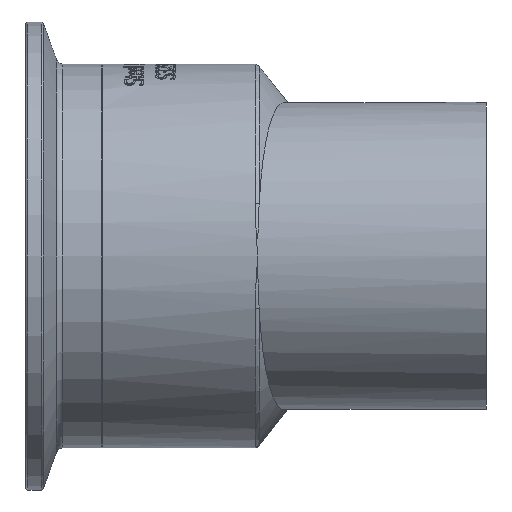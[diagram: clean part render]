
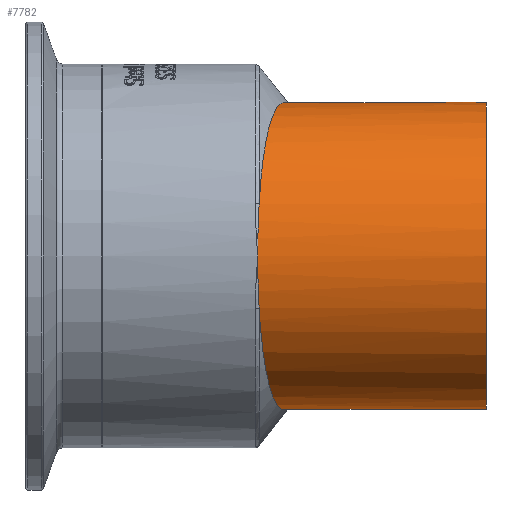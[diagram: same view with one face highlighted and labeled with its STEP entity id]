
A CAD part, front view. The second image highlights one B-rep face of the part: STEP entity #7782.
In plain terms, the highlighted cylindrical face has radius 25.4 mm (diameter 50.8 mm), a full revolution.
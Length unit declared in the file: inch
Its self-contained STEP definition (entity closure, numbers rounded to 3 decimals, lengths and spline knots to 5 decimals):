
#123=FACE_BOUND('',#1419,.T.);
#932=FACE_OUTER_BOUND('',#1418,.T.);
#1418=EDGE_LOOP('',(#7229));
#1419=EDGE_LOOP('',(#7230,#7231,#7232,#7233));
#1866=B_SPLINE_CURVE_WITH_KNOTS('',3,(#17540,#17541,#17542,#17543,#17544,
#17545,#17546),.UNSPECIFIED.,.F.,.F.,(4,3,4),(6.88622,7.7399,
7.74372),.UNSPECIFIED.);
#1867=B_SPLINE_CURVE_WITH_KNOTS('',3,(#17571,#17572,#17573,#17574,#17575,
#17576,#17577),.UNSPECIFIED.,.F.,.F.,(4,3,4),(7.74372,7.74753,
8.60121),.UNSPECIFIED.);
#1868=B_SPLINE_CURVE_WITH_KNOTS('',3,(#17580,#17581,#17582,#17583,#17584,
#17585,#17586,#17587,#17588,#17589,#17590,#17591,#17592,#17593,#17594,#17595,
#17596,#17597,#17598,#17599,#17600,#17601,#17602,#17603,#17604,#17605,#17606,
#17607,#17608,#17609,#17610,#17611),.UNSPECIFIED.,.F.,.F.,(4,2,2,2,2,2,
2,2,2,2,2,2,2,2,2,4),(8.60121,8.93094,9.52455,
10.11816,10.6547,11.19124,11.72778,12.26432,
12.70438,13.14443,13.58449,14.02455,14.39027,
14.75599,15.12171,15.48743),.UNSPECIFIED.);
#1869=B_SPLINE_CURVE_WITH_KNOTS('',3,(#17612,#17613,#17614,#17615,#17616,
#17617,#17618,#17619,#17620,#17621,#17622,#17623,#17624,#17625,#17626,#17627,
#17628,#17629,#17630,#17631,#17632,#17633,#17634,#17635,#17636,#17637,#17638,
#17639,#17640,#17641,#17642,#17643),.UNSPECIFIED.,.F.,.F.,(4,2,2,2,2,2,
2,2,2,2,2,2,2,2,2,4),(0.,0.36572,0.73144,1.09716,
1.46288,1.90294,2.343,2.78306,3.22311,
3.75965,4.2962,4.83274,5.36928,5.96289,
6.5565,6.88622),.UNSPECIFIED.);
#2040=CIRCLE('',#8208,1.);
#3772=VERTEX_POINT('',#17253);
#3797=VERTEX_POINT('',#17511);
#3798=VERTEX_POINT('',#17513);
#3799=VERTEX_POINT('',#17579);
#3801=VERTEX_POINT('',#17648);
#4944=EDGE_CURVE('',#3797,#3772,#1866,.T.);
#4945=EDGE_CURVE('',#3772,#3798,#1867,.T.);
#4946=EDGE_CURVE('',#3798,#3799,#1868,.T.);
#4947=EDGE_CURVE('',#3799,#3797,#1869,.T.);
#4949=EDGE_CURVE('',#3801,#3801,#2040,.T.);
#7229=ORIENTED_EDGE('',*,*,#4949,.T.);
#7230=ORIENTED_EDGE('',*,*,#4947,.F.);
#7231=ORIENTED_EDGE('',*,*,#4946,.F.);
#7232=ORIENTED_EDGE('',*,*,#4945,.F.);
#7233=ORIENTED_EDGE('',*,*,#4944,.F.);
#7284=CYLINDRICAL_SURFACE('',#8207,1.);
#7782=ADVANCED_FACE('',(#932,#123),#7284,.T.);
#8207=AXIS2_PLACEMENT_3D('',#17647,#9545,#9546);
#8208=AXIS2_PLACEMENT_3D('',#17649,#9547,#9548);
#9545=DIRECTION('center_axis',(-1.,0.,0.));
#9546=DIRECTION('ref_axis',(0.,-1.,0.));
#9547=DIRECTION('center_axis',(-1.,0.,0.));
#9548=DIRECTION('ref_axis',(0.,-1.,0.));
#17253=CARTESIAN_POINT('',(1.011,-1.25,0.));
#17511=CARTESIAN_POINT('',(1.02031,-1.1908,-0.33898));
#17513=CARTESIAN_POINT('',(1.02031,-1.1908,0.33898));
#17540=CARTESIAN_POINT('Ctrl Pts',(1.02031,-1.1908,-0.33898));
#17541=CARTESIAN_POINT('Ctrl Pts',(1.01425,-1.22913,-0.23258));
#17542=CARTESIAN_POINT('Ctrl Pts',(1.01101,-1.24995,-0.11675));
#17543=CARTESIAN_POINT('Ctrl Pts',(1.011,-1.25,-0.00154));
#17544=CARTESIAN_POINT('Ctrl Pts',(1.011,-1.25,-0.00103));
#17545=CARTESIAN_POINT('Ctrl Pts',(1.011,-1.25,-0.00051));
#17546=CARTESIAN_POINT('Ctrl Pts',(1.011,-1.25,0.));
#17571=CARTESIAN_POINT('Ctrl Pts',(1.011,-1.25,0.));
#17572=CARTESIAN_POINT('Ctrl Pts',(1.011,-1.25,0.00051));
#17573=CARTESIAN_POINT('Ctrl Pts',(1.011,-1.25,0.00103));
#17574=CARTESIAN_POINT('Ctrl Pts',(1.011,-1.25,0.00154));
#17575=CARTESIAN_POINT('Ctrl Pts',(1.011,-1.25,0.11677));
#17576=CARTESIAN_POINT('Ctrl Pts',(1.01425,-1.22913,0.23258));
#17577=CARTESIAN_POINT('Ctrl Pts',(1.02031,-1.1908,0.33898));
#17579=CARTESIAN_POINT('',(1.4022,0.75,0.));
#17580=CARTESIAN_POINT('Ctrl Pts',(1.02031,-1.1908,0.33898));
#17581=CARTESIAN_POINT('Ctrl Pts',(1.02272,-1.17556,0.38127));
#17582=CARTESIAN_POINT('Ctrl Pts',(1.02559,-1.15742,0.42263));
#17583=CARTESIAN_POINT('Ctrl Pts',(1.03488,-1.09913,0.53435));
#17584=CARTESIAN_POINT('Ctrl Pts',(1.04232,-1.05282,0.60158));
#17585=CARTESIAN_POINT('Ctrl Pts',(1.05962,-0.94677,
0.72176));
#17586=CARTESIAN_POINT('Ctrl Pts',(1.06949,-0.88703,
0.7747));
#17587=CARTESIAN_POINT('Ctrl Pts',(1.08975,-0.7667,
0.859));
#17588=CARTESIAN_POINT('Ctrl Pts',(1.10051,-0.70368,
0.89411));
#17589=CARTESIAN_POINT('Ctrl Pts',(1.12385,-0.56999,
0.95019));
#17590=CARTESIAN_POINT('Ctrl Pts',(1.13642,-0.49931,
0.97118));
#17591=CARTESIAN_POINT('Ctrl Pts',(1.16266,-0.35537,
0.99712));
#17592=CARTESIAN_POINT('Ctrl Pts',(1.17636,-0.28197,
1.00209));
#17593=CARTESIAN_POINT('Ctrl Pts',(1.20399,-0.13774,0.9963));
#17594=CARTESIAN_POINT('Ctrl Pts',(1.21793,-0.06691,
0.98552));
#17595=CARTESIAN_POINT('Ctrl Pts',(1.24253,0.05488,
0.95408));
#17596=CARTESIAN_POINT('Ctrl Pts',(1.25404,0.1106,0.93463));
#17597=CARTESIAN_POINT('Ctrl Pts',(1.27704,0.21932,0.88505));
#17598=CARTESIAN_POINT('Ctrl Pts',(1.28853,0.27233,0.8549));
#17599=CARTESIAN_POINT('Ctrl Pts',(1.31065,0.37197,0.7854));
#17600=CARTESIAN_POINT('Ctrl Pts',(1.32128,0.41866,0.74598));
#17601=CARTESIAN_POINT('Ctrl Pts',(1.34092,0.50307,0.66067));
#17602=CARTESIAN_POINT('Ctrl Pts',(1.34991,0.54078,0.61476));
#17603=CARTESIAN_POINT('Ctrl Pts',(1.36433,0.60025,0.52852));
#17604=CARTESIAN_POINT('Ctrl Pts',(1.37057,0.62556,0.48575));
#17605=CARTESIAN_POINT('Ctrl Pts',(1.38168,0.67005,0.39504));
#17606=CARTESIAN_POINT('Ctrl Pts',(1.38655,0.68924,0.34711));
#17607=CARTESIAN_POINT('Ctrl Pts',(1.3944,0.71993,0.24876));
#17608=CARTESIAN_POINT('Ctrl Pts',(1.39738,0.73145,0.1983));
#17609=CARTESIAN_POINT('Ctrl Pts',(1.40128,0.74649,0.09792));
#17610=CARTESIAN_POINT('Ctrl Pts',(1.4022,0.75,0.04799));
#17611=CARTESIAN_POINT('Ctrl Pts',(1.4022,0.75,0.));
#17612=CARTESIAN_POINT('Ctrl Pts',(1.4022,0.75,0.));
#17613=CARTESIAN_POINT('Ctrl Pts',(1.4022,0.75,-0.04799));
#17614=CARTESIAN_POINT('Ctrl Pts',(1.40128,0.74649,-0.09792));
#17615=CARTESIAN_POINT('Ctrl Pts',(1.39738,0.73145,-0.1983));
#17616=CARTESIAN_POINT('Ctrl Pts',(1.3944,0.71993,-0.24876));
#17617=CARTESIAN_POINT('Ctrl Pts',(1.38655,0.68924,-0.34711));
#17618=CARTESIAN_POINT('Ctrl Pts',(1.38168,0.67005,-0.39504));
#17619=CARTESIAN_POINT('Ctrl Pts',(1.37057,0.62556,-0.48575));
#17620=CARTESIAN_POINT('Ctrl Pts',(1.36433,0.60025,-0.52852));
#17621=CARTESIAN_POINT('Ctrl Pts',(1.34991,0.54078,-0.61476));
#17622=CARTESIAN_POINT('Ctrl Pts',(1.34092,0.50307,-0.66067));
#17623=CARTESIAN_POINT('Ctrl Pts',(1.32128,0.41866,-0.74598));
#17624=CARTESIAN_POINT('Ctrl Pts',(1.31065,0.37197,-0.7854));
#17625=CARTESIAN_POINT('Ctrl Pts',(1.28853,0.27233,-0.8549));
#17626=CARTESIAN_POINT('Ctrl Pts',(1.27704,0.21932,-0.88505));
#17627=CARTESIAN_POINT('Ctrl Pts',(1.25404,0.1106,-0.93463));
#17628=CARTESIAN_POINT('Ctrl Pts',(1.24253,0.05488,-0.95408));
#17629=CARTESIAN_POINT('Ctrl Pts',(1.21793,-0.06691,
-0.98552));
#17630=CARTESIAN_POINT('Ctrl Pts',(1.20399,-0.13774,-0.9963));
#17631=CARTESIAN_POINT('Ctrl Pts',(1.17636,-0.28197,
-1.00209));
#17632=CARTESIAN_POINT('Ctrl Pts',(1.16266,-0.35537,
-0.99712));
#17633=CARTESIAN_POINT('Ctrl Pts',(1.13642,-0.49931,
-0.97118));
#17634=CARTESIAN_POINT('Ctrl Pts',(1.12385,-0.56999,
-0.95019));
#17635=CARTESIAN_POINT('Ctrl Pts',(1.10051,-0.70368,
-0.89411));
#17636=CARTESIAN_POINT('Ctrl Pts',(1.08975,-0.7667,
-0.859));
#17637=CARTESIAN_POINT('Ctrl Pts',(1.06949,-0.88703,
-0.7747));
#17638=CARTESIAN_POINT('Ctrl Pts',(1.05962,-0.94677,
-0.72176));
#17639=CARTESIAN_POINT('Ctrl Pts',(1.04232,-1.05282,-0.60158));
#17640=CARTESIAN_POINT('Ctrl Pts',(1.03488,-1.09913,-0.53435));
#17641=CARTESIAN_POINT('Ctrl Pts',(1.02559,-1.15742,-0.42263));
#17642=CARTESIAN_POINT('Ctrl Pts',(1.02272,-1.17556,-0.38127));
#17643=CARTESIAN_POINT('Ctrl Pts',(1.02031,-1.1908,-0.33898));
#17647=CARTESIAN_POINT('Origin',(2.5,-0.25,0.));
#17648=CARTESIAN_POINT('',(2.5,0.75,0.));
#17649=CARTESIAN_POINT('Origin',(2.5,-0.25,0.));
